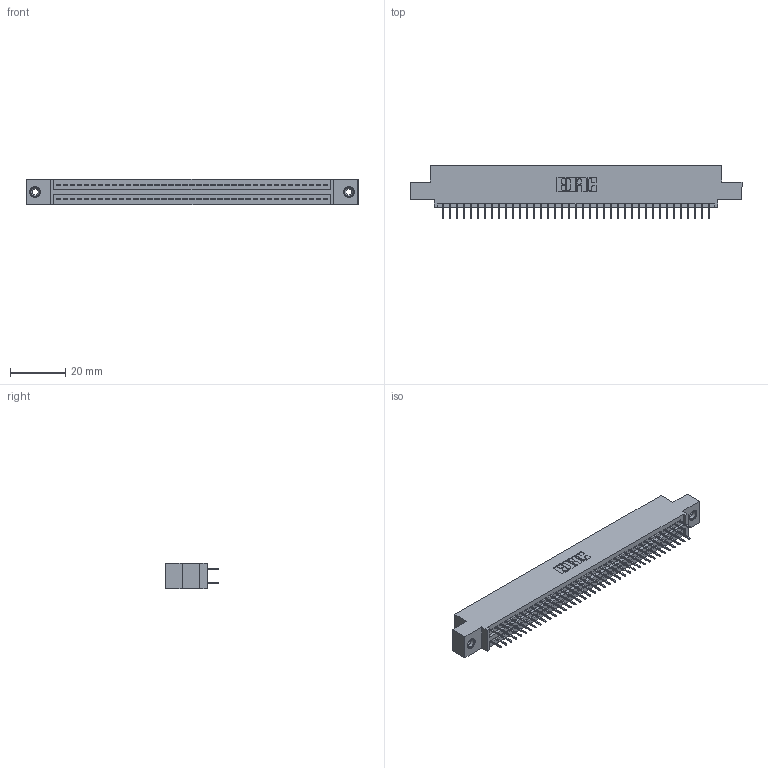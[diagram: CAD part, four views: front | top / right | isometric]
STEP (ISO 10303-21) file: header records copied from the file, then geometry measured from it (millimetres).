
FILE_DESCRIPTION (( 'STEP AP203' ), '1' );
FILE_NAME ('395-078-524-508.STEP', '2018-11-28T00:08:22', ( '' ), ( '' ), 'SwSTEP 2.0', 'SolidWorks 2016', '' );
FILE_SCHEMA (( 'CONFIG_CONTROL_DESIGN' ));
Length unit declared in the file: inch
Products named in the file (4): 345-292-001_345-293-124; 395-078-524-508; 345-250-001_345-250-003-102; 345 Part_0.110 Offset - 0.156 Dia-TI
Assembly tree (81 placements, depth 2):
  395-078-524-508
    345 Part_0.110 Offset - 0.156 Dia-TI
    345-292-001_345-293-124  x78
    345-250-001_345-250-003-102  x2
Bounding box: 120.27 x 19.35 x 9.4 mm (x, y, z)
Volume: 11457.3 mm3; surface area: 16672.3 mm2
Topology: 81 solids, 81 shells, 4402 faces, 12423 edges, 7962 vertices
Faces by surface type: plane 3158, cylinder 1228, cone 12, torus 4
Entity records: 32396 total; most frequent: CARTESIAN_POINT 5415, ORIENTED_EDGE 5342, DIRECTION 4805, EDGE_CURVE 2671, VECTOR 2367, LINE 2367, VERTEX_POINT 1772, AXIS2_PLACEMENT_3D 1219
